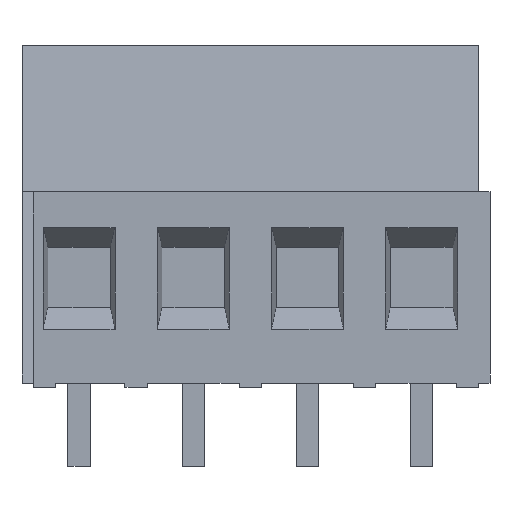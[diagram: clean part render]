
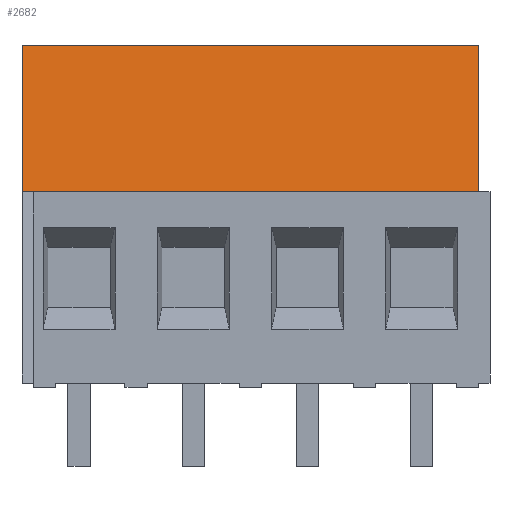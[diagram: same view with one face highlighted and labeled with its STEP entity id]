
A CAD part, front view. The second image highlights one B-rep face of the part: STEP entity #2682.
In plain terms, the highlighted planar face has unit normal (0, -0.991, 0.137).
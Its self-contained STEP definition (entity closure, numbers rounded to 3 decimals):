
#104=DIRECTION('',(0.,-0.137,-0.991));
#105=VECTOR('',#104,6.562);
#106=CARTESIAN_POINT('',(-10.16,-2.75,0.));
#107=LINE('',#106,#105);
#116=DIRECTION('',(1.,0.,0.));
#117=VECTOR('',#116,0.5);
#118=CARTESIAN_POINT('',(-10.16,-3.65,-6.5));
#119=LINE('',#118,#117);
#120=DIRECTION('',(1.,0.,0.));
#121=VECTOR('',#120,20.32);
#122=CARTESIAN_POINT('',(-10.16,-2.75,0.));
#123=LINE('',#122,#121);
#196=DIRECTION('',(1.,0.,0.));
#197=VECTOR('',#196,19.82);
#198=CARTESIAN_POINT('',(-9.66,-3.65,-6.5));
#199=LINE('',#198,#197);
#556=DIRECTION('',(0.,-0.137,-0.991));
#557=VECTOR('',#556,6.562);
#558=CARTESIAN_POINT('',(10.16,-2.75,0.));
#559=LINE('',#558,#557);
#2058=CARTESIAN_POINT('',(-10.16,-2.75,0.));
#2059=VERTEX_POINT('',#2058);
#2066=CARTESIAN_POINT('',(10.16,-2.75,0.));
#2067=VERTEX_POINT('',#2066);
#2084=CARTESIAN_POINT('',(10.16,-3.65,-6.5));
#2086=VERTEX_POINT('',#2084);
#2090=CARTESIAN_POINT('',(-10.16,-3.65,-6.5));
#2092=VERTEX_POINT('',#2090);
#2094=CARTESIAN_POINT('',(-9.66,-3.65,-6.5));
#2095=VERTEX_POINT('',#2094);
#2667=CARTESIAN_POINT('',(-10.16,-2.75,0.));
#2668=DIRECTION('',(0.,-0.991,0.137));
#2669=DIRECTION('',(0.,-0.137,-0.991));
#2670=AXIS2_PLACEMENT_3D('',#2667,#2668,#2669);
#2671=PLANE('',#2670);
#2672=ORIENTED_EDGE('',*,*,#2657,.F.);
#2673=ORIENTED_EDGE('',*,*,#2647,.F.);
#2675=ORIENTED_EDGE('',*,*,#2674,.T.);
#2677=ORIENTED_EDGE('',*,*,#2676,.T.);
#2679=ORIENTED_EDGE('',*,*,#2678,.F.);
#2680=EDGE_LOOP('',(#2672,#2673,#2675,#2677,#2679));
#2681=FACE_OUTER_BOUND('',#2680,.F.);
#2682=ADVANCED_FACE('',(#2681),#2671,.T.);
#2647=EDGE_CURVE('',#2059,#2092,#107,.T.);
#2657=EDGE_CURVE('',#2092,#2095,#119,.T.);
#2674=EDGE_CURVE('',#2059,#2067,#123,.T.);
#2676=EDGE_CURVE('',#2067,#2086,#559,.T.);
#2678=EDGE_CURVE('',#2095,#2086,#199,.T.);
